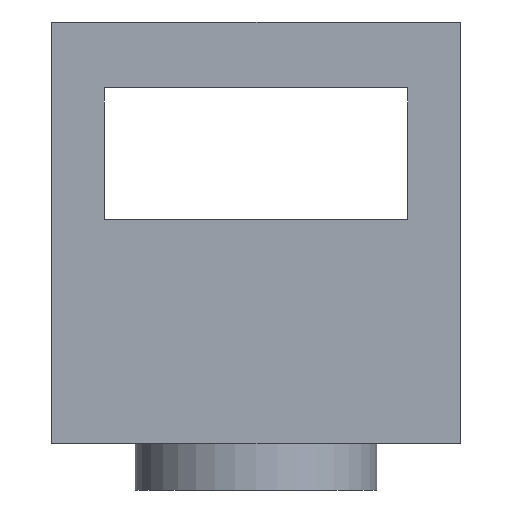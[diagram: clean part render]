
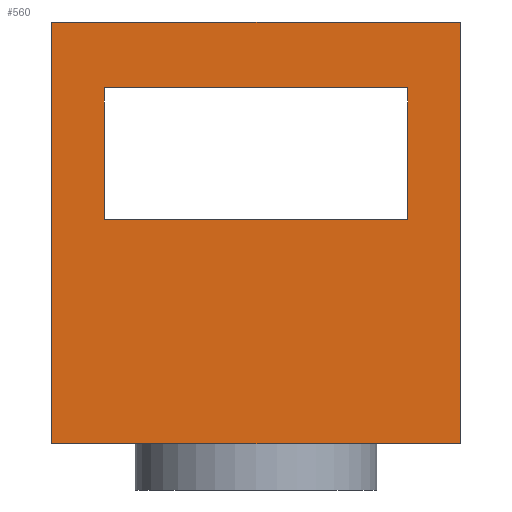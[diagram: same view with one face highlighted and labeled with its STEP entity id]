
A CAD part, left-side view. The second image highlights one B-rep face of the part: STEP entity #560.
In plain terms, the highlighted planar face has unit normal (-1, 0, 0).
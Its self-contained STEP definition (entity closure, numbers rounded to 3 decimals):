
#25=FACE_BOUND('',#112,.T.);
#47=PLANE('',#611);
#74=FACE_OUTER_BOUND('',#111,.T.);
#111=EDGE_LOOP('',(#517,#518,#519,#520));
#112=EDGE_LOOP('',(#521,#522,#523,#524));
#129=LINE('',#808,#194);
#141=LINE('',#832,#206);
#144=LINE('',#838,#209);
#147=LINE('',#842,#212);
#168=LINE('',#885,#233);
#173=LINE('',#894,#238);
#178=LINE('',#903,#243);
#179=LINE('',#905,#244);
#194=VECTOR('',#667,10.);
#206=VECTOR('',#687,10.);
#209=VECTOR('',#692,10.);
#212=VECTOR('',#697,10.);
#233=VECTOR('',#730,10.);
#238=VECTOR('',#739,10.);
#243=VECTOR('',#748,10.);
#244=VECTOR('',#751,10.);
#273=VERTEX_POINT('',#805);
#274=VERTEX_POINT('',#807);
#282=VERTEX_POINT('',#831);
#284=VERTEX_POINT('',#837);
#299=VERTEX_POINT('',#881);
#300=VERTEX_POINT('',#883);
#302=VERTEX_POINT('',#892);
#304=VERTEX_POINT('',#901);
#329=EDGE_CURVE('',#274,#273,#129,.T.);
#341=EDGE_CURVE('',#282,#274,#141,.T.);
#344=EDGE_CURVE('',#284,#282,#144,.T.);
#347=EDGE_CURVE('',#273,#284,#147,.T.);
#368=EDGE_CURVE('',#300,#299,#168,.T.);
#373=EDGE_CURVE('',#302,#300,#173,.T.);
#378=EDGE_CURVE('',#304,#299,#178,.T.);
#379=EDGE_CURVE('',#302,#304,#179,.T.);
#517=ORIENTED_EDGE('',*,*,#379,.T.);
#518=ORIENTED_EDGE('',*,*,#378,.T.);
#519=ORIENTED_EDGE('',*,*,#368,.F.);
#520=ORIENTED_EDGE('',*,*,#373,.F.);
#521=ORIENTED_EDGE('',*,*,#344,.T.);
#522=ORIENTED_EDGE('',*,*,#341,.T.);
#523=ORIENTED_EDGE('',*,*,#329,.T.);
#524=ORIENTED_EDGE('',*,*,#347,.T.);
#560=ADVANCED_FACE('',(#74,#25),#47,.T.);
#611=AXIS2_PLACEMENT_3D('',#904,#749,#750);
#667=DIRECTION('',(0.,0.,1.));
#687=DIRECTION('',(0.,1.,0.));
#692=DIRECTION('',(0.,0.,-1.));
#697=DIRECTION('',(0.,-1.,0.));
#730=DIRECTION('',(0.,-1.,0.));
#739=DIRECTION('',(0.,0.,1.));
#748=DIRECTION('',(0.,0.,1.));
#749=DIRECTION('center_axis',(-1.,0.,0.));
#750=DIRECTION('ref_axis',(0.,-1.,0.));
#751=DIRECTION('',(0.,-1.,0.));
#805=CARTESIAN_POINT('',(0.,27.,27.));
#807=CARTESIAN_POINT('',(0.,27.,17.));
#808=CARTESIAN_POINT('',(0.,27.,13.5));
#831=CARTESIAN_POINT('',(0.,4.,17.));
#832=CARTESIAN_POINT('',(0.,29.,17.));
#837=CARTESIAN_POINT('',(0.,4.,27.));
#838=CARTESIAN_POINT('',(0.,4.,8.5));
#842=CARTESIAN_POINT('',(0.,17.5,27.));
#881=CARTESIAN_POINT('',(0.,0.,32.));
#883=CARTESIAN_POINT('',(0.,31.,32.));
#885=CARTESIAN_POINT('',(0.,0.,32.));
#892=CARTESIAN_POINT('',(0.,31.,0.));
#894=CARTESIAN_POINT('',(0.,31.,0.));
#901=CARTESIAN_POINT('',(0.,0.,0.));
#903=CARTESIAN_POINT('',(0.,0.,0.));
#904=CARTESIAN_POINT('Origin',(0.,31.,0.));
#905=CARTESIAN_POINT('',(0.,31.,0.));
